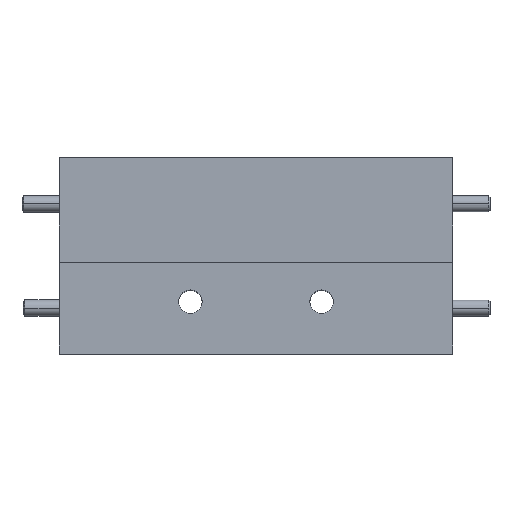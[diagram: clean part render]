
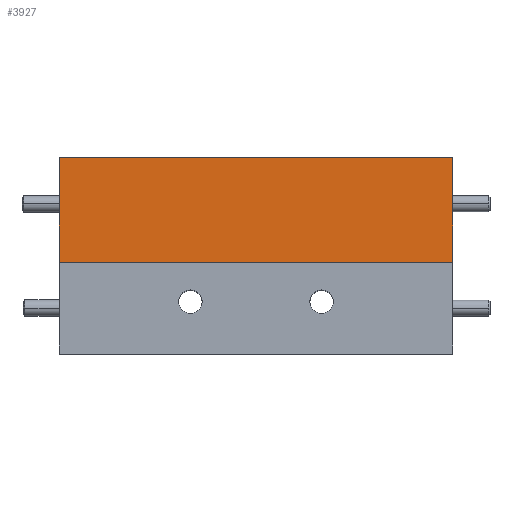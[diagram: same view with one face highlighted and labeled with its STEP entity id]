
A CAD part, top view. The second image highlights one B-rep face of the part: STEP entity #3927.
In plain terms, the highlighted planar face has unit normal (0, 0, 1).
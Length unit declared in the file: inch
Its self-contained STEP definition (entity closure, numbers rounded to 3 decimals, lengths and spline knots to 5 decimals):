
#22 = ORIENTED_EDGE ( 'NONE', *, *, #3366, .F. ) ;
#75 = ORIENTED_EDGE ( 'NONE', *, *, #1515, .T. ) ;
#347 = CARTESIAN_POINT ( 'NONE',  ( 0.90721, 0.35, 0.76858 ) ) ;
#762 = EDGE_CURVE ( 'NONE', #4613, #6319, #8298, .T. ) ;
#1515 = EDGE_CURVE ( 'NONE', #3953, #3770, #4090, .T. ) ;
#1617 = CARTESIAN_POINT ( 'NONE',  ( 0.90721, 0.75, 0.76858 ) ) ;
#1792 = VECTOR ( 'NONE', #4229, 39.37008 ) ;
#1802 = CARTESIAN_POINT ( 'NONE',  ( -0.59279, 0.35, 0.76858 ) ) ;
#2587 = DIRECTION ( 'NONE',  ( 0., 0., -1. ) ) ;
#3366 = EDGE_CURVE ( 'NONE', #6319, #3770, #10659, .T. ) ;
#3552 = CARTESIAN_POINT ( 'NONE',  ( -0.59279, 0.75, 0.76858 ) ) ;
#3568 = DIRECTION ( 'NONE',  ( 0., -1., 0. ) ) ;
#3770 = VERTEX_POINT ( 'NONE', #347 ) ;
#3927 = ADVANCED_FACE ( 'NONE', ( #11798 ), #10883, .F. ) ;
#3953 = VERTEX_POINT ( 'NONE', #1802 ) ;
#4090 = LINE ( 'NONE', #8764, #1792 ) ;
#4229 = DIRECTION ( 'NONE',  ( 1., 0., 0. ) ) ;
#4381 = VECTOR ( 'NONE', #5863, 39.37008 ) ;
#4613 = VERTEX_POINT ( 'NONE', #10502 ) ;
#5116 = EDGE_CURVE ( 'NONE', #4613, #3953, #6257, .T. ) ;
#5830 = VECTOR ( 'NONE', #6340, 39.37008 ) ;
#5863 = DIRECTION ( 'NONE',  ( 0., -1., 0. ) ) ;
#6257 = LINE ( 'NONE', #8344, #4381 ) ;
#6309 = VECTOR ( 'NONE', #3568, 39.37008 ) ;
#6319 = VERTEX_POINT ( 'NONE', #11100 ) ;
#6340 = DIRECTION ( 'NONE',  ( 1., 0., 0. ) ) ;
#7303 = CARTESIAN_POINT ( 'NONE',  ( -0.59279, 0.75, 0.76858 ) ) ;
#8298 = LINE ( 'NONE', #7303, #5830 ) ;
#8344 = CARTESIAN_POINT ( 'NONE',  ( -0.59279, 0.75, 0.76858 ) ) ;
#8764 = CARTESIAN_POINT ( 'NONE',  ( -0.59279, 0.35, 0.76858 ) ) ;
#9097 = AXIS2_PLACEMENT_3D ( 'NONE', #3552, #2587, #11051 ) ;
#10502 = CARTESIAN_POINT ( 'NONE',  ( -0.59279, 0.75, 0.76858 ) ) ;
#10659 = LINE ( 'NONE', #1617, #6309 ) ;
#10710 = ORIENTED_EDGE ( 'NONE', *, *, #5116, .T. ) ;
#10883 = PLANE ( 'NONE',  #9097 ) ;
#11051 = DIRECTION ( 'NONE',  ( -1., 0., 0. ) ) ;
#11100 = CARTESIAN_POINT ( 'NONE',  ( 0.90721, 0.75, 0.76858 ) ) ;
#11223 = ORIENTED_EDGE ( 'NONE', *, *, #762, .F. ) ;
#11400 = EDGE_LOOP ( 'NONE', ( #75, #22, #11223, #10710 ) ) ;
#11798 = FACE_OUTER_BOUND ( 'NONE', #11400, .T. ) ;
